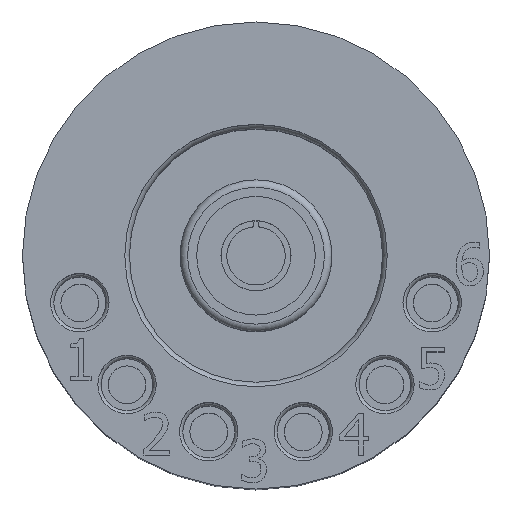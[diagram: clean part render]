
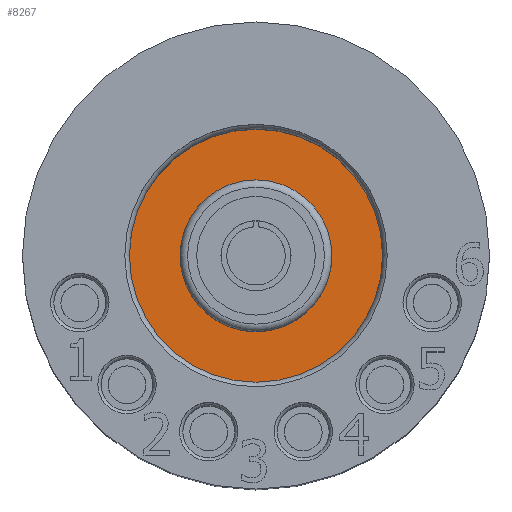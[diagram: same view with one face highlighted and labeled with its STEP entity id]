
A CAD part, top view. The second image highlights one B-rep face of the part: STEP entity #8267.
In plain terms, the highlighted planar face has unit normal (0, 0, 1).
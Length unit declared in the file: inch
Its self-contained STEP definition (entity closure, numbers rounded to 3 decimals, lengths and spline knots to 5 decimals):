
#296=PLANE($,#8932);
#1649=CIRCLE($,#8928,0.1625);
#1650=CIRCLE($,#8930,0.281);
#2052=FACE_BOUND($,#3100,.T.);
#2437=FACE_OUTER_BOUND($,#3099,.T.);
#3099=EDGE_LOOP($,(#6748));
#3100=EDGE_LOOP($,(#6749));
#4148=VERTEX_POINT($,#14685);
#4149=VERTEX_POINT($,#14688);
#5116=EDGE_CURVE($,#4148,#4148,#1649,.T.);
#5117=EDGE_CURVE($,#4149,#4149,#1650,.T.);
#6748=ORIENTED_EDGE($,*,*,#5117,.T.);
#6749=ORIENTED_EDGE($,*,*,#5116,.F.);
#8267=ADVANCED_FACE($,(#2437,#2052),#296,.F.);
#8928=AXIS2_PLACEMENT_3D($,#14686,#10447,#10448);
#8930=AXIS2_PLACEMENT_3D($,#14689,#10451,#10452);
#8932=AXIS2_PLACEMENT_3D($,#14691,#10455,#10456);
#10447=DIRECTION('center_axis',(0.,0.,1.));
#10448=DIRECTION('ref_axis',(1.,0.,0.));
#10451=DIRECTION('center_axis',(0.,0.,1.));
#10452=DIRECTION('ref_axis',(1.,0.,0.));
#10455=DIRECTION('center_axis',(0.,0.,-1.));
#10456=DIRECTION('ref_axis',(-1.,0.,0.));
#14685=CARTESIAN_POINT('',(-0.1625,0.,0.));
#14686=CARTESIAN_POINT('Origin',(0.,0.,0.));
#14688=CARTESIAN_POINT('',(0.281,0.,0.));
#14689=CARTESIAN_POINT('Origin',(0.,0.,0.));
#14691=CARTESIAN_POINT('Origin',(0.,0.1625,0.));
